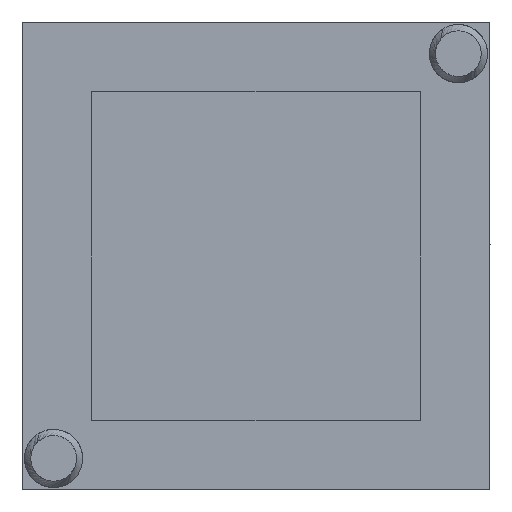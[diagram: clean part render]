
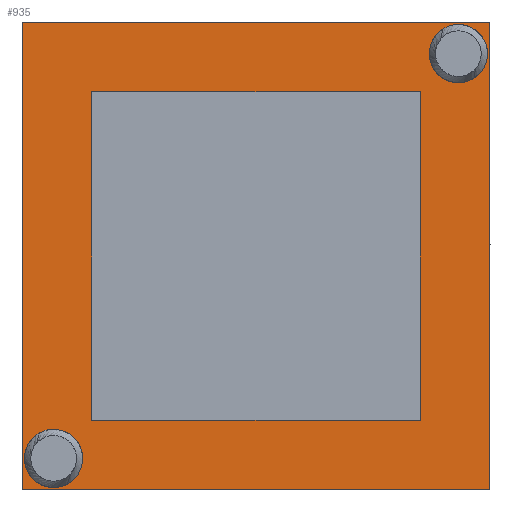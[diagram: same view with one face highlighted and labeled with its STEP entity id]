
A CAD part, left-side view. The second image highlights one B-rep face of the part: STEP entity #935.
In plain terms, the highlighted planar face has unit normal (-1, 0, 0).
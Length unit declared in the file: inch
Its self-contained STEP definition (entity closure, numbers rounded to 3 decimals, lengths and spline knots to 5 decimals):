
#19 = ORIENTED_EDGE ( 'NONE', *, *, #763, .F. ) ;
#35 = DIRECTION ( 'NONE',  ( 0., 0., 1. ) ) ;
#40 = LINE ( 'NONE', #446, #1229 ) ;
#62 = DIRECTION ( 'NONE',  ( 1., 0., 0. ) ) ;
#89 = EDGE_CURVE ( 'NONE', #1252, #773, #889, .T. ) ;
#109 = VERTEX_POINT ( 'NONE', #746 ) ;
#141 = LINE ( 'NONE', #156, #1266 ) ;
#154 = CIRCLE ( 'NONE', #893, 0.0115 ) ;
#156 = CARTESIAN_POINT ( 'NONE',  ( 0., 0., 0.0925 ) ) ;
#164 = CARTESIAN_POINT ( 'NONE',  ( 0., 0.0925, 0.0275 ) ) ;
#170 = LINE ( 'NONE', #1156, #1288 ) ;
#180 = FACE_BOUND ( 'NONE', #203, .T. ) ;
#185 = CIRCLE ( 'NONE', #1009, 0.0115 ) ;
#195 = CARTESIAN_POINT ( 'NONE',  ( 0., 0.185, 0.0925 ) ) ;
#201 = AXIS2_PLACEMENT_3D ( 'NONE', #567, #62, #972 ) ;
#203 = EDGE_LOOP ( 'NONE', ( #343, #1297, #934, #514 ) ) ;
#204 = ORIENTED_EDGE ( 'NONE', *, *, #1231, .F. ) ;
#205 = EDGE_CURVE ( 'NONE', #628, #301, #185, .T. ) ;
#206 = CARTESIAN_POINT ( 'NONE',  ( 0., 0.0275, 0.0925 ) ) ;
#209 = CARTESIAN_POINT ( 'NONE',  ( 0., 0.0275, 0.1575 ) ) ;
#262 = CARTESIAN_POINT ( 'NONE',  ( 0., 0.1575, 0.0275 ) ) ;
#266 = DIRECTION ( 'NONE',  ( 0., 0., -1. ) ) ;
#284 = VECTOR ( 'NONE', #1186, 39.37008 ) ;
#286 = CARTESIAN_POINT ( 'NONE',  ( 0., 0.0925, 0. ) ) ;
#294 = CARTESIAN_POINT ( 'NONE',  ( 0., 0.0925, 0.185 ) ) ;
#301 = VERTEX_POINT ( 'NONE', #568 ) ;
#324 = CIRCLE ( 'NONE', #594, 0.0115 ) ;
#330 = CARTESIAN_POINT ( 'NONE',  ( 0., 0.0275, 0.0275 ) ) ;
#335 = CARTESIAN_POINT ( 'NONE',  ( 0., 0.1725, 0.001 ) ) ;
#343 = ORIENTED_EDGE ( 'NONE', *, *, #536, .F. ) ;
#379 = EDGE_LOOP ( 'NONE', ( #1112, #1304 ) ) ;
#385 = VECTOR ( 'NONE', #864, 39.37008 ) ;
#399 = LINE ( 'NONE', #195, #807 ) ;
#446 = CARTESIAN_POINT ( 'NONE',  ( 0., 0.1575, 0.0925 ) ) ;
#449 = VECTOR ( 'NONE', #1211, 39.37008 ) ;
#452 = VERTEX_POINT ( 'NONE', #335 ) ;
#470 = CIRCLE ( 'NONE', #870, 0.0115 ) ;
#471 = VECTOR ( 'NONE', #1201, 39.37008 ) ;
#481 = DIRECTION ( 'NONE',  ( -1., 0., 0. ) ) ;
#506 = VERTEX_POINT ( 'NONE', #262 ) ;
#514 = ORIENTED_EDGE ( 'NONE', *, *, #1084, .F. ) ;
#531 = EDGE_CURVE ( 'NONE', #1133, #1132, #170, .T. ) ;
#536 = EDGE_CURVE ( 'NONE', #506, #793, #848, .T. ) ;
#557 = DIRECTION ( 'NONE',  ( 0., 1., 0. ) ) ;
#567 = CARTESIAN_POINT ( 'NONE',  ( 0., 0., 0. ) ) ;
#568 = CARTESIAN_POINT ( 'NONE',  ( 0., 0.0125, 0.161 ) ) ;
#576 = DIRECTION ( 'NONE',  ( 0., 0., -1. ) ) ;
#578 = CARTESIAN_POINT ( 'NONE',  ( 0., 0.0125, 0.1725 ) ) ;
#594 = AXIS2_PLACEMENT_3D ( 'NONE', #578, #1174, #1188 ) ;
#624 = CARTESIAN_POINT ( 'NONE',  ( 0., 0.1575, 0.1575 ) ) ;
#628 = VERTEX_POINT ( 'NONE', #947 ) ;
#632 = EDGE_CURVE ( 'NONE', #1252, #1021, #141, .T. ) ;
#652 = EDGE_CURVE ( 'NONE', #1132, #506, #40, .T. ) ;
#663 = FACE_OUTER_BOUND ( 'NONE', #1014, .T. ) ;
#672 = VERTEX_POINT ( 'NONE', #1191 ) ;
#691 = EDGE_LOOP ( 'NONE', ( #204, #19 ) ) ;
#709 = CARTESIAN_POINT ( 'NONE',  ( 0., 0.1725, 0.0125 ) ) ;
#741 = ORIENTED_EDGE ( 'NONE', *, *, #1076, .F. ) ;
#746 = CARTESIAN_POINT ( 'NONE',  ( 0., 0.1725, 0.024 ) ) ;
#763 = EDGE_CURVE ( 'NONE', #109, #452, #470, .T. ) ;
#773 = VERTEX_POINT ( 'NONE', #1280 ) ;
#790 = DIRECTION ( 'NONE',  ( -1., 0., 0. ) ) ;
#793 = VERTEX_POINT ( 'NONE', #330 ) ;
#795 = DIRECTION ( 'NONE',  ( 0., 0., 1. ) ) ;
#805 = LINE ( 'NONE', #206, #471 ) ;
#807 = VECTOR ( 'NONE', #795, 39.37008 ) ;
#832 = ORIENTED_EDGE ( 'NONE', *, *, #89, .F. ) ;
#848 = LINE ( 'NONE', #164, #385 ) ;
#864 = DIRECTION ( 'NONE',  ( 0., -1., 0. ) ) ;
#867 = FACE_BOUND ( 'NONE', #691, .T. ) ;
#870 = AXIS2_PLACEMENT_3D ( 'NONE', #1080, #481, #576 ) ;
#880 = CARTESIAN_POINT ( 'NONE',  ( 0., 0.0125, 0.1725 ) ) ;
#888 = ORIENTED_EDGE ( 'NONE', *, *, #1102, .F. ) ;
#889 = LINE ( 'NONE', #286, #284 ) ;
#893 = AXIS2_PLACEMENT_3D ( 'NONE', #709, #1109, #1004 ) ;
#911 = ORIENTED_EDGE ( 'NONE', *, *, #632, .T. ) ;
#934 = ORIENTED_EDGE ( 'NONE', *, *, #531, .F. ) ;
#935 = ADVANCED_FACE ( 'NONE', ( #1134, #180, #867, #663 ), #1085, .F. ) ;
#947 = CARTESIAN_POINT ( 'NONE',  ( 0., 0.0125, 0.184 ) ) ;
#971 = EDGE_CURVE ( 'NONE', #301, #628, #324, .T. ) ;
#972 = DIRECTION ( 'NONE',  ( 0., 1., 0. ) ) ;
#1004 = DIRECTION ( 'NONE',  ( 0., 0., -1. ) ) ;
#1009 = AXIS2_PLACEMENT_3D ( 'NONE', #880, #790, #266 ) ;
#1013 = CARTESIAN_POINT ( 'NONE',  ( 0., 0., 0. ) ) ;
#1014 = EDGE_LOOP ( 'NONE', ( #911, #888, #741, #832 ) ) ;
#1021 = VERTEX_POINT ( 'NONE', #1278 ) ;
#1076 = EDGE_CURVE ( 'NONE', #773, #672, #399, .T. ) ;
#1080 = CARTESIAN_POINT ( 'NONE',  ( 0., 0.1725, 0.0125 ) ) ;
#1084 = EDGE_CURVE ( 'NONE', #793, #1133, #805, .T. ) ;
#1085 = PLANE ( 'NONE',  #201 ) ;
#1102 = EDGE_CURVE ( 'NONE', #672, #1021, #1306, .T. ) ;
#1109 = DIRECTION ( 'NONE',  ( -1., 0., 0. ) ) ;
#1112 = ORIENTED_EDGE ( 'NONE', *, *, #971, .F. ) ;
#1132 = VERTEX_POINT ( 'NONE', #624 ) ;
#1133 = VERTEX_POINT ( 'NONE', #209 ) ;
#1134 = FACE_BOUND ( 'NONE', #379, .T. ) ;
#1156 = CARTESIAN_POINT ( 'NONE',  ( 0., 0.0925, 0.1575 ) ) ;
#1174 = DIRECTION ( 'NONE',  ( -1., 0., 0. ) ) ;
#1186 = DIRECTION ( 'NONE',  ( 0., 1., 0. ) ) ;
#1188 = DIRECTION ( 'NONE',  ( 0., 0., -1. ) ) ;
#1191 = CARTESIAN_POINT ( 'NONE',  ( 0., 0.185, 0.185 ) ) ;
#1201 = DIRECTION ( 'NONE',  ( 0., 0., 1. ) ) ;
#1211 = DIRECTION ( 'NONE',  ( 0., -1., 0. ) ) ;
#1229 = VECTOR ( 'NONE', #1253, 39.37008 ) ;
#1231 = EDGE_CURVE ( 'NONE', #452, #109, #154, .T. ) ;
#1252 = VERTEX_POINT ( 'NONE', #1013 ) ;
#1253 = DIRECTION ( 'NONE',  ( 0., 0., -1. ) ) ;
#1266 = VECTOR ( 'NONE', #35, 39.37008 ) ;
#1278 = CARTESIAN_POINT ( 'NONE',  ( 0., 0., 0.185 ) ) ;
#1280 = CARTESIAN_POINT ( 'NONE',  ( 0., 0.185, 0. ) ) ;
#1288 = VECTOR ( 'NONE', #557, 39.37008 ) ;
#1297 = ORIENTED_EDGE ( 'NONE', *, *, #652, .F. ) ;
#1304 = ORIENTED_EDGE ( 'NONE', *, *, #205, .F. ) ;
#1306 = LINE ( 'NONE', #294, #449 ) ;
